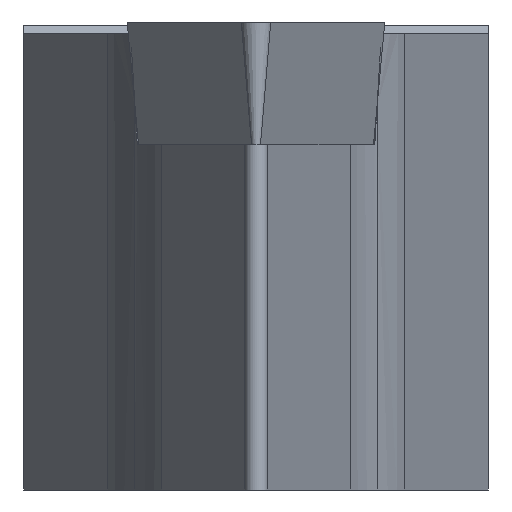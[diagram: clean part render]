
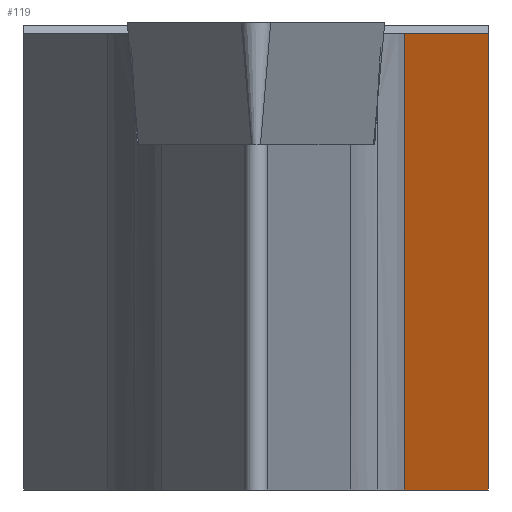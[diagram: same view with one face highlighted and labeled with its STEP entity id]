
A CAD part, left-side view. The second image highlights one B-rep face of the part: STEP entity #119.
In plain terms, the highlighted planar face has unit normal (-0.301, -0.954, 0).
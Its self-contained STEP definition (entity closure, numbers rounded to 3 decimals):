
#119=ADVANCED_FACE('',(#166),#146,.F.);
#146=PLANE('',#597);
#166=FACE_OUTER_BOUND('',#193,.T.);
#193=EDGE_LOOP('',(#360,#361,#362,#363));
#215=LINE('',#781,#266);
#224=LINE('',#802,#275);
#231=LINE('',#825,#282);
#237=LINE('',#835,#288);
#266=VECTOR('',#636,1.);
#275=VECTOR('',#649,1.);
#282=VECTOR('',#668,1.);
#288=VECTOR('',#682,1.);
#360=ORIENTED_EDGE('',*,*,#530,.T.);
#361=ORIENTED_EDGE('',*,*,#513,.F.);
#362=ORIENTED_EDGE('',*,*,#524,.F.);
#363=ORIENTED_EDGE('',*,*,#503,.F.);
#457=VERTEX_POINT('',#780);
#458=VERTEX_POINT('',#782);
#467=VERTEX_POINT('',#801);
#468=VERTEX_POINT('',#803);
#503=EDGE_CURVE('',#457,#458,#215,.T.);
#513=EDGE_CURVE('',#467,#468,#224,.T.);
#524=EDGE_CURVE('',#458,#467,#231,.T.);
#530=EDGE_CURVE('',#457,#468,#237,.T.);
#597=AXIS2_PLACEMENT_3D('',#836,#683,#684);
#636=DIRECTION('',(0.954,-0.301,0.));
#649=DIRECTION('',(-0.954,0.301,0.));
#668=DIRECTION('',(0.,0.,-1.));
#682=DIRECTION('',(0.,0.,-1.));
#683=DIRECTION('',(0.301,0.954,0.));
#684=DIRECTION('',(-0.954,0.301,0.));
#780=CARTESIAN_POINT('',(12.151,-9.831,-0.2));
#781=CARTESIAN_POINT('',(19.03,-12.,-0.2));
#782=CARTESIAN_POINT('',(19.03,-12.,-0.2));
#801=CARTESIAN_POINT('',(19.03,-12.,-12.));
#802=CARTESIAN_POINT('',(19.03,-12.,-12.));
#803=CARTESIAN_POINT('',(12.151,-9.831,-12.));
#825=CARTESIAN_POINT('',(19.03,-12.,-39.9));
#835=CARTESIAN_POINT('',(12.151,-9.831,-39.9));
#836=CARTESIAN_POINT('',(19.03,-12.,-39.9));
